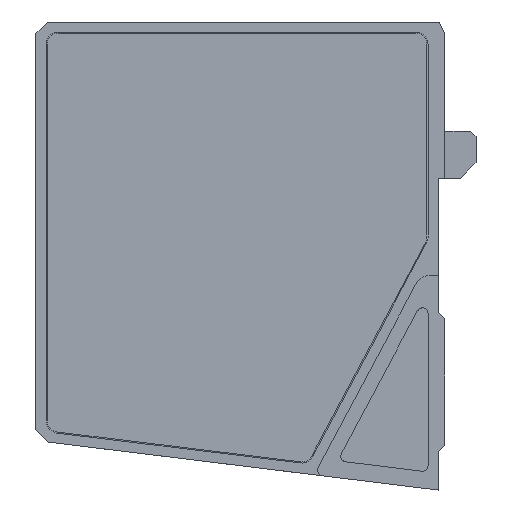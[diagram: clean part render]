
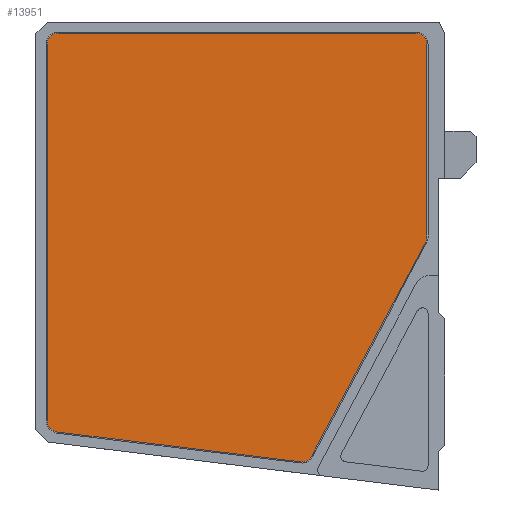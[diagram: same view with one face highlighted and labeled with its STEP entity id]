
A CAD part, left-side view. The second image highlights one B-rep face of the part: STEP entity #13951.
In plain terms, the highlighted planar face has unit normal (-1, 0, 0).
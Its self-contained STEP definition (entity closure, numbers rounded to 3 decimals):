
#5540=DIRECTION('',(0.,1.,0.));
#5541=VECTOR('',#5540,32.024);
#5542=CARTESIAN_POINT('',(0.2,2.6,40.926));
#5543=LINE('',#5542,#5541);
#5548=CARTESIAN_POINT('',(0.2,2.6,39.926));
#5549=DIRECTION('',(1.,0.,0.));
#5550=DIRECTION('',(0.,0.,1.));
#5551=AXIS2_PLACEMENT_3D('',#5548,#5549,#5550);
#5553=CARTESIAN_POINT('',(0.2,2.6,22.665));
#5554=DIRECTION('',(1.,0.,0.));
#5555=DIRECTION('',(0.,-1.,0.));
#5556=AXIS2_PLACEMENT_3D('',#5553,#5554,#5555);
#5558=DIRECTION('',(0.,0.471,-0.882));
#5559=VECTOR('',#5558,21.703);
#5560=CARTESIAN_POINT('',(0.2,1.718,22.194));
#5561=LINE('',#5560,#5559);
#5562=CARTESIAN_POINT('',(0.2,12.812,3.514));
#5563=DIRECTION('',(1.,0.,0.));
#5564=DIRECTION('',(0.,-0.882,-0.471));
#5565=AXIS2_PLACEMENT_3D('',#5562,#5563,#5564);
#5567=DIRECTION('',(0.,0.993,0.122));
#5568=VECTOR('',#5567,21.975);
#5569=CARTESIAN_POINT('',(0.2,12.934,2.522));
#5570=LINE('',#5569,#5568);
#5571=CARTESIAN_POINT('',(0.2,34.624,6.193));
#5572=DIRECTION('',(1.,0.,0.));
#5573=DIRECTION('',(0.,0.122,-0.993));
#5574=AXIS2_PLACEMENT_3D('',#5571,#5572,#5573);
#5576=CARTESIAN_POINT('',(0.2,34.624,39.926));
#5577=DIRECTION('',(1.,0.,0.));
#5578=DIRECTION('',(0.,1.,0.));
#5579=AXIS2_PLACEMENT_3D('',#5576,#5577,#5578);
#5589=DIRECTION('',(0.,0.,1.));
#5590=VECTOR('',#5589,17.261);
#5591=CARTESIAN_POINT('',(0.2,1.6,22.665));
#5592=LINE('',#5591,#5590);
#5621=DIRECTION('',(0.,0.,-1.));
#5622=VECTOR('',#5621,33.734);
#5623=CARTESIAN_POINT('',(0.2,35.624,39.926));
#5624=LINE('',#5623,#5622);
#7061=CARTESIAN_POINT('',(0.2,2.6,40.926));
#7062=CARTESIAN_POINT('',(0.2,34.624,40.926));
#7063=VERTEX_POINT('',#7061);
#7064=VERTEX_POINT('',#7062);
#7065=CARTESIAN_POINT('',(0.2,1.6,39.926));
#7066=VERTEX_POINT('',#7065);
#7067=CARTESIAN_POINT('',(0.2,1.6,22.665));
#7068=VERTEX_POINT('',#7067);
#7069=CARTESIAN_POINT('',(0.2,1.718,22.194));
#7070=VERTEX_POINT('',#7069);
#7071=CARTESIAN_POINT('',(0.2,11.93,3.044));
#7072=VERTEX_POINT('',#7071);
#7073=CARTESIAN_POINT('',(0.2,12.934,2.522));
#7074=VERTEX_POINT('',#7073);
#7075=CARTESIAN_POINT('',(0.2,34.746,5.2));
#7076=VERTEX_POINT('',#7075);
#7077=CARTESIAN_POINT('',(0.2,35.624,6.193));
#7078=VERTEX_POINT('',#7077);
#7079=CARTESIAN_POINT('',(0.2,35.624,39.926));
#7080=VERTEX_POINT('',#7079);
#13925=CARTESIAN_POINT('',(0.2,36.624,20.926));
#13926=DIRECTION('',(-1.,0.,0.));
#13927=DIRECTION('',(0.,-1.,0.));
#13928=AXIS2_PLACEMENT_3D('',#13925,#13926,#13927);
#13929=PLANE('',#13928);
#13930=ORIENTED_EDGE('',*,*,#13915,.F.);
#13932=ORIENTED_EDGE('',*,*,#13931,.T.);
#13934=ORIENTED_EDGE('',*,*,#13933,.F.);
#13936=ORIENTED_EDGE('',*,*,#13935,.T.);
#13938=ORIENTED_EDGE('',*,*,#13937,.T.);
#13940=ORIENTED_EDGE('',*,*,#13939,.T.);
#13942=ORIENTED_EDGE('',*,*,#13941,.T.);
#13944=ORIENTED_EDGE('',*,*,#13943,.T.);
#13946=ORIENTED_EDGE('',*,*,#13945,.F.);
#13948=ORIENTED_EDGE('',*,*,#13947,.T.);
#13949=EDGE_LOOP('',(#13930,#13932,#13934,#13936,#13938,#13940,#13942,#13944,
#13946,#13948));
#13950=FACE_OUTER_BOUND('',#13949,.F.);
#5552=CIRCLE('',#5551,1.);
#5557=CIRCLE('',#5556,1.);
#5566=CIRCLE('',#5565,1.);
#5575=CIRCLE('',#5574,1.);
#5580=CIRCLE('',#5579,1.);
#13915=EDGE_CURVE('',#7063,#7064,#5543,.T.);
#13931=EDGE_CURVE('',#7063,#7066,#5552,.T.);
#13933=EDGE_CURVE('',#7068,#7066,#5592,.T.);
#13935=EDGE_CURVE('',#7068,#7070,#5557,.T.);
#13937=EDGE_CURVE('',#7070,#7072,#5561,.T.);
#13939=EDGE_CURVE('',#7072,#7074,#5566,.T.);
#13941=EDGE_CURVE('',#7074,#7076,#5570,.T.);
#13943=EDGE_CURVE('',#7076,#7078,#5575,.T.);
#13945=EDGE_CURVE('',#7080,#7078,#5624,.T.);
#13947=EDGE_CURVE('',#7080,#7064,#5580,.T.);
#13951=ADVANCED_FACE('',(#13950),#13929,.T.);
